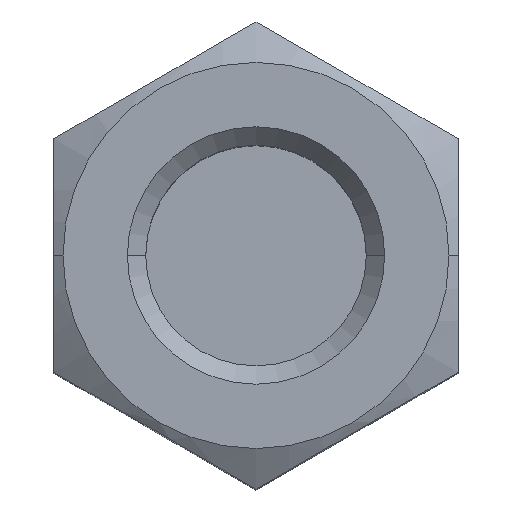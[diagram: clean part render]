
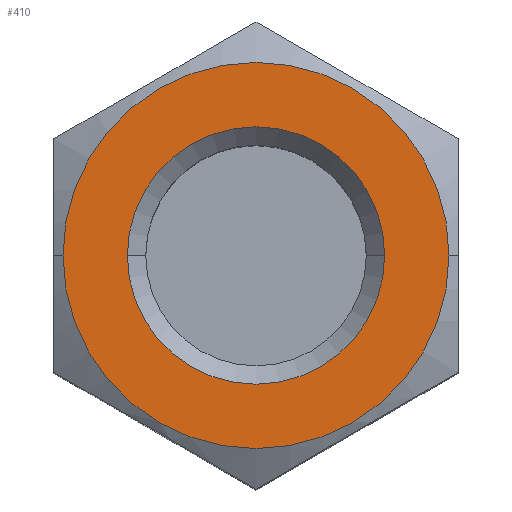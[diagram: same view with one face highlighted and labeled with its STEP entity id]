
A CAD part, top view. The second image highlights one B-rep face of the part: STEP entity #410.
In plain terms, the highlighted planar face has unit normal (0, 0, 1).
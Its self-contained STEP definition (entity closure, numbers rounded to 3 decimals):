
#7 = DIRECTION ( 'NONE',  ( 1., 0., 0. ) ) ;
#17 = ORIENTED_EDGE ( 'NONE', *, *, #534, .F. ) ;
#25 = VERTEX_POINT ( 'NONE', #72 ) ;
#72 = CARTESIAN_POINT ( 'NONE',  ( 7., 0., 32. ) ) ;
#144 = CARTESIAN_POINT ( 'NONE',  ( 0., 0., 32. ) ) ;
#155 = AXIS2_PLACEMENT_3D ( 'NONE', #948, #346, #800 ) ;
#220 = DIRECTION ( 'NONE',  ( 1., 0., 0. ) ) ;
#295 = CARTESIAN_POINT ( 'NONE',  ( -7., 0., 32. ) ) ;
#308 = AXIS2_PLACEMENT_3D ( 'NONE', #671, #592, #658 ) ;
#338 = FACE_OUTER_BOUND ( 'NONE', #393, .T. ) ;
#346 = DIRECTION ( 'NONE',  ( 0., 0., -1. ) ) ;
#351 = CIRCLE ( 'NONE', #929, 7. ) ;
#368 = CIRCLE ( 'NONE', #308, 10.5 ) ;
#393 = EDGE_LOOP ( 'NONE', ( #615, #589 ) ) ;
#410 = ADVANCED_FACE ( 'NONE', ( #955, #338 ), #644, .F. ) ;
#418 = CIRCLE ( 'NONE', #907, 10.5 ) ;
#452 = EDGE_CURVE ( 'NONE', #25, #478, #943, .T. ) ;
#478 = VERTEX_POINT ( 'NONE', #295 ) ;
#503 = EDGE_CURVE ( 'NONE', #900, #608, #368, .T. ) ;
#513 = DIRECTION ( 'NONE',  ( 0., 0., 1. ) ) ;
#520 = CARTESIAN_POINT ( 'NONE',  ( 10.5, 0., 32. ) ) ;
#534 = EDGE_CURVE ( 'NONE', #478, #25, #351, .T. ) ;
#537 = DIRECTION ( 'NONE',  ( 0., 0., 1. ) ) ;
#563 = EDGE_CURVE ( 'NONE', #608, #900, #418, .T. ) ;
#569 = EDGE_LOOP ( 'NONE', ( #819, #17 ) ) ;
#587 = DIRECTION ( 'NONE',  ( 0., 0., 1. ) ) ;
#589 = ORIENTED_EDGE ( 'NONE', *, *, #563, .T. ) ;
#592 = DIRECTION ( 'NONE',  ( 0., 0., 1. ) ) ;
#599 = CARTESIAN_POINT ( 'NONE',  ( 0., 0., 32. ) ) ;
#608 = VERTEX_POINT ( 'NONE', #693 ) ;
#611 = CARTESIAN_POINT ( 'NONE',  ( 0., 0., 32. ) ) ;
#615 = ORIENTED_EDGE ( 'NONE', *, *, #503, .T. ) ;
#644 = PLANE ( 'NONE',  #155 ) ;
#658 = DIRECTION ( 'NONE',  ( 1., 0., 0. ) ) ;
#671 = CARTESIAN_POINT ( 'NONE',  ( 0., 0., 32. ) ) ;
#693 = CARTESIAN_POINT ( 'NONE',  ( -10.5, 0., 32. ) ) ;
#733 = DIRECTION ( 'NONE',  ( 1., 0., 0. ) ) ;
#800 = DIRECTION ( 'NONE',  ( -1., 0., 0. ) ) ;
#819 = ORIENTED_EDGE ( 'NONE', *, *, #452, .F. ) ;
#846 = AXIS2_PLACEMENT_3D ( 'NONE', #599, #587, #220 ) ;
#900 = VERTEX_POINT ( 'NONE', #520 ) ;
#907 = AXIS2_PLACEMENT_3D ( 'NONE', #611, #537, #7 ) ;
#929 = AXIS2_PLACEMENT_3D ( 'NONE', #144, #513, #733 ) ;
#943 = CIRCLE ( 'NONE', #846, 7. ) ;
#948 = CARTESIAN_POINT ( 'NONE',  ( 0., -12.702, 32. ) ) ;
#955 = FACE_BOUND ( 'NONE', #569, .T. ) ;
